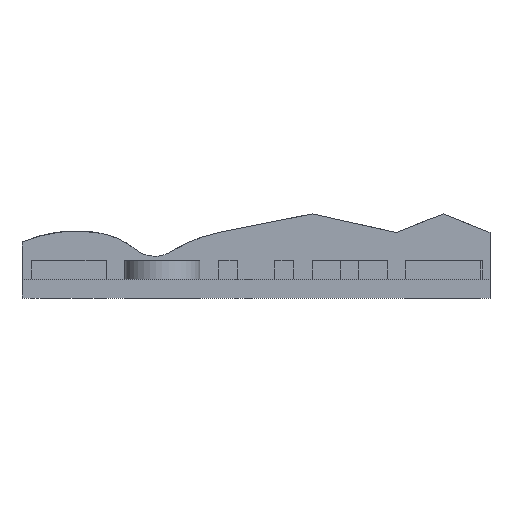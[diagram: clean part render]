
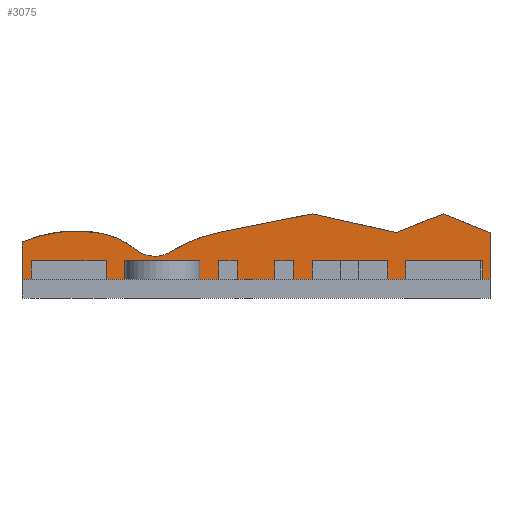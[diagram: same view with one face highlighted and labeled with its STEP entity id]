
A CAD part, front view. The second image highlights one B-rep face of the part: STEP entity #3075.
In plain terms, the highlighted planar face has unit normal (0, -1, 0).
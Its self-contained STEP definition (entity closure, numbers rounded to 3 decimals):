
#79=CIRCLE('',#3105,25.494);
#106=CIRCLE('',#3287,44.361);
#110=CIRCLE('',#3296,10.095);
#111=CIRCLE('',#3298,45.611);
#276=FACE_OUTER_BOUND('',#476,.T.);
#476=EDGE_LOOP('',(#2739,#2740,#2741,#2742,#2743,#2744,#2745,#2746,#2747,
#2748,#2749));
#531=LINE('',#4249,#905);
#540=LINE('',#4266,#914);
#544=LINE('',#4274,#918);
#839=LINE('',#4937,#1213);
#841=LINE('',#4941,#1215);
#845=LINE('',#4952,#1219);
#848=LINE('',#4958,#1222);
#905=VECTOR('',#3425,3.);
#914=VECTOR('',#3436,3.);
#918=VECTOR('',#3442,3.);
#1213=VECTOR('',#4049,3.);
#1215=VECTOR('',#4053,3.);
#1219=VECTOR('',#4065,3.);
#1222=VECTOR('',#4070,3.);
#1243=VERTEX_POINT('',#4155);
#1244=VERTEX_POINT('',#4157);
#1273=VERTEX_POINT('',#4247);
#1274=VERTEX_POINT('',#4248);
#1281=VERTEX_POINT('',#4265);
#1284=VERTEX_POINT('',#4273);
#1496=VERTEX_POINT('',#4936);
#1497=VERTEX_POINT('',#4940);
#1498=VERTEX_POINT('',#4944);
#1499=VERTEX_POINT('',#4946);
#1502=VERTEX_POINT('',#4957);
#1527=EDGE_CURVE('',#1243,#1244,#79,.T.);
#1571=EDGE_CURVE('',#1273,#1274,#531,.T.);
#1580=EDGE_CURVE('',#1281,#1273,#540,.T.);
#1584=EDGE_CURVE('',#1284,#1281,#544,.T.);
#1903=EDGE_CURVE('',#1284,#1496,#839,.T.);
#1905=EDGE_CURVE('',#1496,#1497,#841,.T.);
#1908=EDGE_CURVE('',#1498,#1499,#106,.T.);
#1911=EDGE_CURVE('',#1274,#1499,#845,.T.);
#1914=EDGE_CURVE('',#1502,#1497,#848,.T.);
#1920=EDGE_CURVE('',#1498,#1244,#110,.T.);
#1921=EDGE_CURVE('',#1502,#1243,#111,.T.);
#2739=ORIENTED_EDGE('',*,*,#1584,.T.);
#2740=ORIENTED_EDGE('',*,*,#1580,.T.);
#2741=ORIENTED_EDGE('',*,*,#1571,.T.);
#2742=ORIENTED_EDGE('',*,*,#1911,.T.);
#2743=ORIENTED_EDGE('',*,*,#1908,.F.);
#2744=ORIENTED_EDGE('',*,*,#1920,.T.);
#2745=ORIENTED_EDGE('',*,*,#1527,.F.);
#2746=ORIENTED_EDGE('',*,*,#1921,.F.);
#2747=ORIENTED_EDGE('',*,*,#1914,.T.);
#2748=ORIENTED_EDGE('',*,*,#1905,.F.);
#2749=ORIENTED_EDGE('',*,*,#1903,.F.);
#2910=PLANE('',#3297);
#3075=ADVANCED_FACE('',(#276),#2910,.T.);
#3105=AXIS2_PLACEMENT_3D('',#4158,#3342,#3343);
#3287=AXIS2_PLACEMENT_3D('',#4947,#4058,#4059);
#3296=AXIS2_PLACEMENT_3D('',#4969,#4084,#4085);
#3297=AXIS2_PLACEMENT_3D('',#4970,#4086,#4087);
#3298=AXIS2_PLACEMENT_3D('',#4971,#4088,#4089);
#3342=DIRECTION('center_axis',(0.,1.,0.));
#3343=DIRECTION('ref_axis',(0.626,0.,0.78));
#3425=DIRECTION('',(-0.976,0.,0.217));
#3436=DIRECTION('',(-0.928,0.,-0.371));
#3442=DIRECTION('',(-0.928,0.,0.371));
#4049=DIRECTION('',(0.,0.,-1.));
#4053=DIRECTION('',(-1.,0.,0.));
#4058=DIRECTION('center_axis',(0.,1.,0.));
#4059=DIRECTION('ref_axis',(-0.196,0.,0.981));
#4065=DIRECTION('',(-0.981,0.,-0.196));
#4070=DIRECTION('',(0.,0.,-1.));
#4084=DIRECTION('center_axis',(0.,1.,0.));
#4085=DIRECTION('ref_axis',(-0.626,0.,-0.78));
#4086=DIRECTION('center_axis',(0.,-1.,0.));
#4087=DIRECTION('ref_axis',(0.,0.,-1.));
#4088=DIRECTION('center_axis',(0.,1.,0.));
#4089=DIRECTION('ref_axis',(0.144,0.,0.99));
#4155=CARTESIAN_POINT('',(74.,120.,21.));
#4157=CARTESIAN_POINT('',(86.291,120.,15.658));
#4158=CARTESIAN_POINT('Origin',(70.342,120.,-4.23));
#4247=CARTESIAN_POINT('',(170.,120.,21.));
#4248=CARTESIAN_POINT('',(143.,120.,27.));
#4249=CARTESIAN_POINT('',(170.,120.,21.));
#4265=CARTESIAN_POINT('',(185.,120.,27.));
#4266=CARTESIAN_POINT('',(185.,120.,27.));
#4273=CARTESIAN_POINT('',(200.,120.,21.));
#4274=CARTESIAN_POINT('',(200.,120.,21.));
#4936=CARTESIAN_POINT('',(200.,120.,6.));
#4937=CARTESIAN_POINT('',(200.,120.,21.));
#4940=CARTESIAN_POINT('',(50.,120.,6.));
#4941=CARTESIAN_POINT('',(200.,120.,6.));
#4944=CARTESIAN_POINT('',(98.,120.,15.));
#4946=CARTESIAN_POINT('',(113.,120.,21.));
#4947=CARTESIAN_POINT('Origin',(121.7,120.,-22.5));
#4952=CARTESIAN_POINT('',(143.,120.,27.));
#4957=CARTESIAN_POINT('',(50.,120.,18.));
#4958=CARTESIAN_POINT('',(50.,120.,18.));
#4969=CARTESIAN_POINT('Origin',(92.607,120.,23.533));
#4970=CARTESIAN_POINT('Origin',(125.,120.,27.003));
#4971=CARTESIAN_POINT('Origin',(67.455,120.,-24.138));
